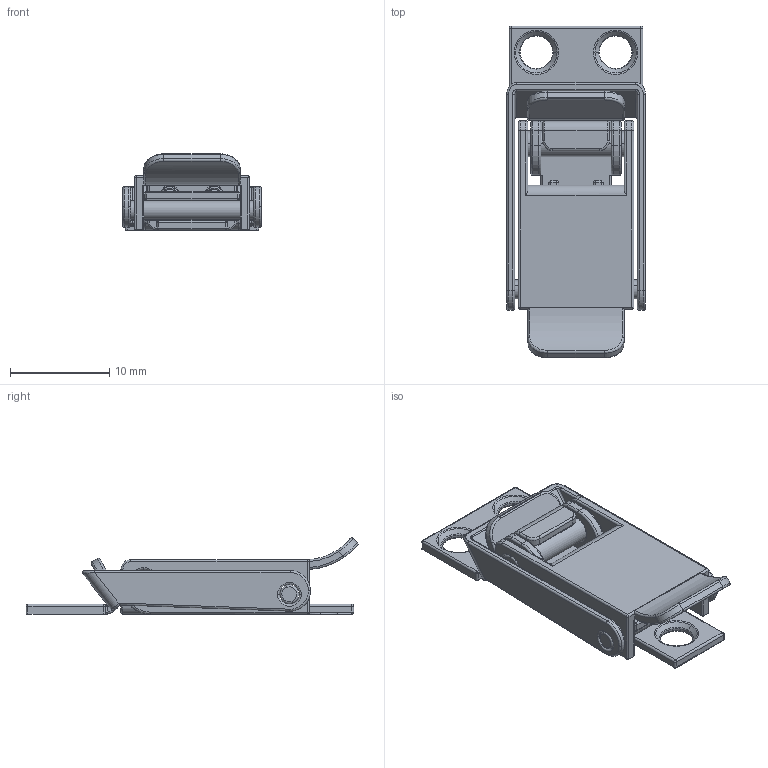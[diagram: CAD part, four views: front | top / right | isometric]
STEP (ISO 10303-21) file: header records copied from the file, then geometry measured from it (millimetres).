
FILE_DESCRIPTION (( 'STEP AP214' ), '1' );
FILE_NAME ('TSL-163-3.STEP', '2014-12-03T01:03:10', ( '' ), ( '' ), 'SwSTEP 2.0', 'SolidWorks 2010', '' );
FILE_SCHEMA (( 'AUTOMOTIVE_DESIGN' ));
Length unit declared in the file: millimetre
Products named in the file (9): 插銷(小); 插銷(大); 彈簧固定座; 彈簧; 上座; TSL-163-3; 鉤; 主體; 底板
Assembly tree (9 placements, depth 2):
  TSL-163-3
    彈簧  x2
    插銷(小)
    底板
    上座
    插銷(大)
    彈簧固定座
    鉤
    主體
Bounding box: 14 x 33.51 x 7.7 mm (x, y, z)
Volume: 1079.2 mm3; surface area: 2748.5 mm2
Topology: 9 solids, 9 shells, 519 faces, 1234 edges, 692 vertices
Faces by surface type: cylinder 235, torus 127, plane 93, sphere 31, bspline 25, cone 8
Entity records: 18504 total; most frequent: CARTESIAN_POINT 6848, DIRECTION 2599, ORIENTED_EDGE 2274, EDGE_CURVE 1137, AXIS2_PLACEMENT_3D 1081, VERTEX_POINT 652, CIRCLE 594, EDGE_LOOP 521
